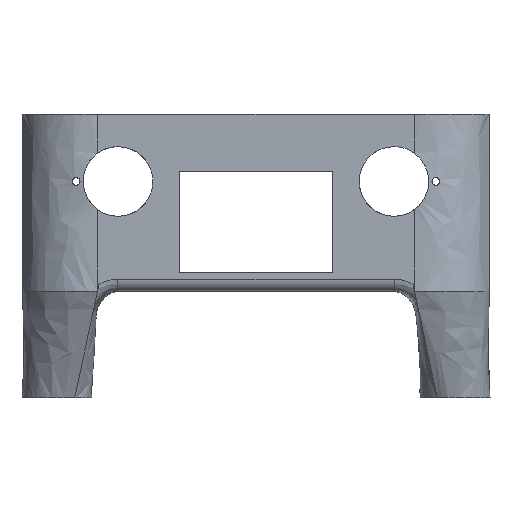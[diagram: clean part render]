
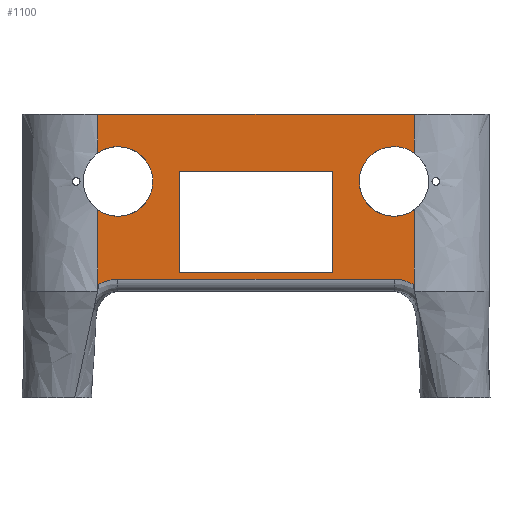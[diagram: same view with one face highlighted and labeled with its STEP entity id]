
A CAD part, top view. The second image highlights one B-rep face of the part: STEP entity #1100.
In plain terms, the highlighted planar face has unit normal (0, 0, 1).
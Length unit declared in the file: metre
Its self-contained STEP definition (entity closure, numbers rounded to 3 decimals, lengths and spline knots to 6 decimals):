
#37=CIRCLE('',#1163,0.0145);
#38=CIRCLE('',#1164,0.0145);
#51=PLANE('',#1162);
#102=B_SPLINE_CURVE_WITH_KNOTS('',3,(#2856,#2857,#2858,#2859),
 .UNSPECIFIED.,.F.,.F.,(4,4),(0.032246,0.035032),
 .UNSPECIFIED.);
#103=B_SPLINE_CURVE_WITH_KNOTS('',3,(#2886,#2887,#2888,#2889,#2890),
 .UNSPECIFIED.,.F.,.F.,(4,1,4),(0.011449,0.015632,0.019815),
 .UNSPECIFIED.);
#123=B_SPLINE_CURVE_WITH_KNOTS('',3,(#3823,#3824,#3825,#3826),
 .UNSPECIFIED.,.F.,.F.,(4,4),(0.,0.002822),.UNSPECIFIED.);
#125=B_SPLINE_CURVE_WITH_KNOTS('',3,(#3857,#3858,#3859,#3860,#3861),
 .UNSPECIFIED.,.F.,.F.,(4,1,4),(0.,0.004167,0.008333),
 .UNSPECIFIED.);
#363=ORIENTED_EDGE('',*,*,#479,.F.);
#364=ORIENTED_EDGE('',*,*,#557,.T.);
#365=ORIENTED_EDGE('',*,*,#559,.T.);
#366=ORIENTED_EDGE('',*,*,#603,.T.);
#367=ORIENTED_EDGE('',*,*,#601,.T.);
#368=ORIENTED_EDGE('',*,*,#599,.T.);
#369=ORIENTED_EDGE('',*,*,#487,.T.);
#370=ORIENTED_EDGE('',*,*,#604,.F.);
#371=ORIENTED_EDGE('',*,*,#485,.T.);
#372=ORIENTED_EDGE('',*,*,#506,.T.);
#373=ORIENTED_EDGE('',*,*,#481,.F.);
#374=ORIENTED_EDGE('',*,*,#605,.F.);
#375=ORIENTED_EDGE('',*,*,#606,.F.);
#376=ORIENTED_EDGE('',*,*,#607,.T.);
#377=ORIENTED_EDGE('',*,*,#608,.T.);
#378=ORIENTED_EDGE('',*,*,#609,.F.);
#479=EDGE_CURVE('',#639,#640,#738,.T.);
#481=EDGE_CURVE('',#641,#642,#739,.T.);
#485=EDGE_CURVE('',#646,#644,#740,.T.);
#487=EDGE_CURVE('',#648,#647,#741,.T.);
#506=EDGE_CURVE('',#644,#642,#756,.T.);
#557=EDGE_CURVE('',#639,#693,#102,.T.);
#559=EDGE_CURVE('',#693,#694,#103,.T.);
#599=EDGE_CURVE('',#719,#648,#123,.T.);
#601=EDGE_CURVE('',#720,#719,#125,.T.);
#603=EDGE_CURVE('',#694,#720,#801,.T.);
#604=EDGE_CURVE('',#646,#647,#37,.F.);
#605=EDGE_CURVE('',#640,#641,#38,.F.);
#606=EDGE_CURVE('',#721,#722,#802,.T.);
#607=EDGE_CURVE('',#721,#723,#803,.T.);
#608=EDGE_CURVE('',#723,#724,#804,.T.);
#609=EDGE_CURVE('',#722,#724,#805,.T.);
#639=VERTEX_POINT('',#1676);
#640=VERTEX_POINT('',#1678);
#641=VERTEX_POINT('',#1687);
#642=VERTEX_POINT('',#1689);
#644=VERTEX_POINT('',#1718);
#646=VERTEX_POINT('',#1721);
#647=VERTEX_POINT('',#1730);
#648=VERTEX_POINT('',#1732);
#693=VERTEX_POINT('',#2855);
#694=VERTEX_POINT('',#2885);
#719=VERTEX_POINT('',#3827);
#720=VERTEX_POINT('',#3862);
#721=VERTEX_POINT('',#3871);
#722=VERTEX_POINT('',#3872);
#723=VERTEX_POINT('',#3874);
#724=VERTEX_POINT('',#3876);
#738=LINE('',#1677,#827);
#739=LINE('',#1688,#828);
#740=LINE('',#1720,#829);
#741=LINE('',#1731,#830);
#756=LINE('',#1898,#845);
#801=LINE('',#3866,#890);
#802=LINE('',#3870,#891);
#803=LINE('',#3873,#892);
#804=LINE('',#3875,#893);
#805=LINE('',#3877,#894);
#827=VECTOR('',#1207,1.);
#828=VECTOR('',#1208,1.);
#829=VECTOR('',#1213,1.);
#830=VECTOR('',#1214,1.);
#845=VECTOR('',#1241,1.);
#890=VECTOR('',#1320,1.);
#891=VECTOR('',#1327,1.);
#892=VECTOR('',#1328,1.);
#893=VECTOR('',#1329,1.);
#894=VECTOR('',#1330,1.);
#947=EDGE_LOOP('',(#363,#364,#365,#366,#367,#368,#369,#370,#371,#372,#373,
#374));
#948=EDGE_LOOP('',(#375,#376,#377,#378));
#1016=FACE_BOUND('',#947,.T.);
#1017=FACE_BOUND('',#948,.T.);
#1100=ADVANCED_FACE('',(#1016,#1017),#51,.F.);
#1162=AXIS2_PLACEMENT_3D('',#3867,#1321,#1322);
#1163=AXIS2_PLACEMENT_3D('',#3868,#1323,#1324);
#1164=AXIS2_PLACEMENT_3D('',#3869,#1325,#1326);
#1207=DIRECTION('',(0.,1.,0.));
#1208=DIRECTION('',(0.,1.,0.));
#1213=DIRECTION('',(0.,1.,0.));
#1214=DIRECTION('',(0.,1.,0.));
#1241=DIRECTION('',(-1.,0.,0.));
#1320=DIRECTION('',(1.,0.,0.));
#1321=DIRECTION('',(0.,0.,-1.));
#1322=DIRECTION('',(-1.,0.,0.));
#1323=DIRECTION('',(0.,0.,-1.));
#1324=DIRECTION('',(-1.,0.,0.));
#1325=DIRECTION('',(0.,0.,-1.));
#1326=DIRECTION('',(-1.,0.,0.));
#1327=DIRECTION('',(-1.,0.,0.));
#1328=DIRECTION('',(0.,-1.,0.));
#1329=DIRECTION('',(-1.,0.,0.));
#1330=DIRECTION('',(0.,-1.,0.));
#1676=CARTESIAN_POINT('',(-0.06604,-0.04572,0.0275));
#1677=CARTESIAN_POINT('',(-0.06604,-0.04572,0.0275));
#1678=CARTESIAN_POINT('',(-0.06604,-0.011718,0.0275));
#1687=CARTESIAN_POINT('',(-0.06604,0.011718,0.0275));
#1688=CARTESIAN_POINT('',(-0.06604,-0.04572,0.0275));
#1689=CARTESIAN_POINT('',(-0.06604,0.02794,0.0275));
#1718=CARTESIAN_POINT('',(0.06604,0.02794,0.0275));
#1720=CARTESIAN_POINT('',(0.06604,-0.04572,0.0275));
#1721=CARTESIAN_POINT('',(0.06604,0.011718,0.0275));
#1730=CARTESIAN_POINT('',(0.06604,-0.011718,0.0275));
#1731=CARTESIAN_POINT('',(0.06604,-0.04572,0.0275));
#1732=CARTESIAN_POINT('',(0.06604,-0.04572,0.0275));
#1898=CARTESIAN_POINT('',(0.,0.02794,0.0275));
#2855=CARTESIAN_POINT('',(-0.065517,-0.042947,0.0275));
#2856=CARTESIAN_POINT('',(-0.06604,-0.04572,0.0275));
#2857=CARTESIAN_POINT('',(-0.065843,-0.044798,0.0275));
#2858=CARTESIAN_POINT('',(-0.065669,-0.043874,0.0275));
#2859=CARTESIAN_POINT('',(-0.065517,-0.042947,0.0275));
#2885=CARTESIAN_POINT('',(-0.057556,-0.04072,0.0275));
#2886=CARTESIAN_POINT('',(-0.065517,-0.042947,0.0275));
#2887=CARTESIAN_POINT('',(-0.064329,-0.042225,0.0275));
#2888=CARTESIAN_POINT('',(-0.061726,-0.041099,0.0275));
#2889=CARTESIAN_POINT('',(-0.058965,-0.04072,0.0275));
#2890=CARTESIAN_POINT('',(-0.057556,-0.04072,0.0275));
#3823=CARTESIAN_POINT('',(0.065517,-0.042947,0.0275));
#3824=CARTESIAN_POINT('',(0.06567,-0.043875,0.0275));
#3825=CARTESIAN_POINT('',(0.065843,-0.0448,0.0275));
#3826=CARTESIAN_POINT('',(0.06604,-0.04572,0.0275));
#3827=CARTESIAN_POINT('',(0.065517,-0.042947,0.0275));
#3857=CARTESIAN_POINT('',(0.057556,-0.04072,0.0275));
#3858=CARTESIAN_POINT('',(0.058965,-0.04072,0.0275));
#3859=CARTESIAN_POINT('',(0.061726,-0.041099,0.0275));
#3860=CARTESIAN_POINT('',(0.064329,-0.042225,0.0275));
#3861=CARTESIAN_POINT('',(0.065517,-0.042947,0.0275));
#3862=CARTESIAN_POINT('',(0.057556,-0.04072,0.0275));
#3866=CARTESIAN_POINT('',(0.,-0.04072,0.0275));
#3867=CARTESIAN_POINT('',(0.,-0.04572,0.0275));
#3868=CARTESIAN_POINT('',(0.0575,0.,0.0275));
#3869=CARTESIAN_POINT('',(-0.0575,0.,0.0275));
#3870=CARTESIAN_POINT('',(0.,0.004,0.0275));
#3871=CARTESIAN_POINT('',(0.032,0.004,0.0275));
#3872=CARTESIAN_POINT('',(-0.032,0.004,0.0275));
#3873=CARTESIAN_POINT('',(0.032,-0.04572,0.0275));
#3874=CARTESIAN_POINT('',(0.032,-0.038,0.0275));
#3875=CARTESIAN_POINT('',(0.,-0.038,0.0275));
#3876=CARTESIAN_POINT('',(-0.032,-0.038,0.0275));
#3877=CARTESIAN_POINT('',(-0.032,-0.04572,0.0275));
